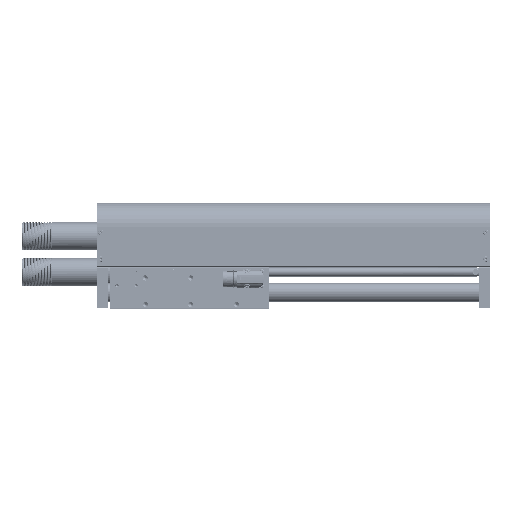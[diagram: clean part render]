
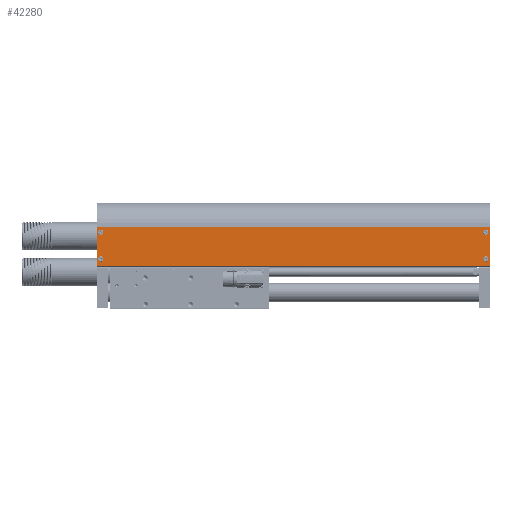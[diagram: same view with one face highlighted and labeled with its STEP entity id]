
A CAD part, top view. The second image highlights one B-rep face of the part: STEP entity #42280.
In plain terms, the highlighted face is planar.
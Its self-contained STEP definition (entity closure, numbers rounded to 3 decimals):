
#3616 = PLANE ( 'NONE',  #13482 ) ;
#6566 = CARTESIAN_POINT ( 'NONE',  ( -32., 0., 0. ) ) ;
#6892 = CARTESIAN_POINT ( 'NONE',  ( -32., -7., 5. ) ) ;
#7059 = ORIENTED_EDGE ( 'NONE', *, *, #71860, .T. ) ;
#8000 = CARTESIAN_POINT ( 'NONE',  ( -32., -7., 514.4 ) ) ;
#8948 = CARTESIAN_POINT ( 'NONE',  ( -32., -7., 512. ) ) ;
#9597 = FACE_BOUND ( 'NONE', #62636, .T. ) ;
#11053 = EDGE_CURVE ( 'NONE', #70362, #70362, #34885, .T. ) ;
#11145 = DIRECTION ( 'NONE',  ( 0., 0., 1. ) ) ;
#11249 = CARTESIAN_POINT ( 'NONE',  ( -32., -42., 7.4 ) ) ;
#11945 = EDGE_CURVE ( 'NONE', #60464, #62011, #60574, .T. ) ;
#12135 = LINE ( 'NONE', #51801, #66207 ) ;
#13178 = AXIS2_PLACEMENT_3D ( 'NONE', #8948, #55125, #55520 ) ;
#13378 = DIRECTION ( 'NONE',  ( 0., -1., 0. ) ) ;
#13482 = AXIS2_PLACEMENT_3D ( 'NONE', #29871, #56203, #41490 ) ;
#13909 = CARTESIAN_POINT ( 'NONE',  ( -32., 0., 0. ) ) ;
#15614 = AXIS2_PLACEMENT_3D ( 'NONE', #29819, #82440, #37539 ) ;
#15851 = CIRCLE ( 'NONE', #24098, 2.4 ) ;
#18089 = ORIENTED_EDGE ( 'NONE', *, *, #68117, .F. ) ;
#18813 = EDGE_CURVE ( 'NONE', #62011, #19898, #79474, .T. ) ;
#19331 = DIRECTION ( 'NONE',  ( -1., 0., 0. ) ) ;
#19780 = VERTEX_POINT ( 'NONE', #39681 ) ;
#19898 = VERTEX_POINT ( 'NONE', #55827 ) ;
#21339 = ORIENTED_EDGE ( 'NONE', *, *, #21955, .F. ) ;
#21955 = EDGE_CURVE ( 'NONE', #48086, #48086, #84802, .T. ) ;
#23013 = VERTEX_POINT ( 'NONE', #42477 ) ;
#24098 = AXIS2_PLACEMENT_3D ( 'NONE', #6892, #19331, #66364 ) ;
#26690 = LINE ( 'NONE', #58698, #85048 ) ;
#28901 = ORIENTED_EDGE ( 'NONE', *, *, #11053, .F. ) ;
#29819 = CARTESIAN_POINT ( 'NONE',  ( -32., -42., 5. ) ) ;
#29871 = CARTESIAN_POINT ( 'NONE',  ( -32., 0., 517. ) ) ;
#31113 = EDGE_CURVE ( 'NONE', #19780, #19780, #59159, .T. ) ;
#31553 = EDGE_LOOP ( 'NONE', ( #58958, #7059, #18089, #57918 ) ) ;
#34228 = VECTOR ( 'NONE', #46706, 1000. ) ;
#34885 = CIRCLE ( 'NONE', #15614, 2.4 ) ;
#35464 = FACE_BOUND ( 'NONE', #64426, .T. ) ;
#36300 = FACE_BOUND ( 'NONE', #64234, .T. ) ;
#37539 = DIRECTION ( 'NONE',  ( 0., 0., 1. ) ) ;
#38016 = ORIENTED_EDGE ( 'NONE', *, *, #31113, .F. ) ;
#39651 = VERTEX_POINT ( 'NONE', #64283 ) ;
#39681 = CARTESIAN_POINT ( 'NONE',  ( -32., -42., 514.4 ) ) ;
#41490 = DIRECTION ( 'NONE',  ( 0., 1., 0. ) ) ;
#41920 = FACE_BOUND ( 'NONE', #44087, .T. ) ;
#42280 = ADVANCED_FACE ( 'NONE', ( #62220, #35464, #41920, #36300, #9597 ), #3616, .F. ) ;
#42477 = CARTESIAN_POINT ( 'NONE',  ( -32., -7., 7.4 ) ) ;
#43248 = VECTOR ( 'NONE', #67874, 1000. ) ;
#43923 = DIRECTION ( 'NONE',  ( -1., 0., 0. ) ) ;
#44087 = EDGE_LOOP ( 'NONE', ( #21339 ) ) ;
#44698 = CARTESIAN_POINT ( 'NONE',  ( -32., 0., 517. ) ) ;
#46706 = DIRECTION ( 'NONE',  ( 0., -1., 0. ) ) ;
#48060 = CARTESIAN_POINT ( 'NONE',  ( -32., 0., 517. ) ) ;
#48086 = VERTEX_POINT ( 'NONE', #8000 ) ;
#49984 = CARTESIAN_POINT ( 'NONE',  ( -32., -42., 512. ) ) ;
#50831 = EDGE_CURVE ( 'NONE', #23013, #23013, #15851, .T. ) ;
#50942 = AXIS2_PLACEMENT_3D ( 'NONE', #49984, #43923, #11145 ) ;
#51801 = CARTESIAN_POINT ( 'NONE',  ( -32., -51.5, 517. ) ) ;
#55125 = DIRECTION ( 'NONE',  ( -1., 0., 0. ) ) ;
#55520 = DIRECTION ( 'NONE',  ( 0., 0., 1. ) ) ;
#55827 = CARTESIAN_POINT ( 'NONE',  ( -32., -51.5, 0. ) ) ;
#56203 = DIRECTION ( 'NONE',  ( 1., 0., 0. ) ) ;
#57918 = ORIENTED_EDGE ( 'NONE', *, *, #11945, .T. ) ;
#58698 = CARTESIAN_POINT ( 'NONE',  ( -32., 0., 517. ) ) ;
#58958 = ORIENTED_EDGE ( 'NONE', *, *, #18813, .T. ) ;
#59159 = CIRCLE ( 'NONE', #50942, 2.4 ) ;
#59935 = ORIENTED_EDGE ( 'NONE', *, *, #50831, .F. ) ;
#60464 = VERTEX_POINT ( 'NONE', #44698 ) ;
#60574 = LINE ( 'NONE', #48060, #43248 ) ;
#62011 = VERTEX_POINT ( 'NONE', #6566 ) ;
#62220 = FACE_OUTER_BOUND ( 'NONE', #31553, .T. ) ;
#62636 = EDGE_LOOP ( 'NONE', ( #59935 ) ) ;
#64234 = EDGE_LOOP ( 'NONE', ( #28901 ) ) ;
#64283 = CARTESIAN_POINT ( 'NONE',  ( -32., -51.5, 517. ) ) ;
#64426 = EDGE_LOOP ( 'NONE', ( #38016 ) ) ;
#66207 = VECTOR ( 'NONE', #78117, 1000. ) ;
#66364 = DIRECTION ( 'NONE',  ( 0., 0., 1. ) ) ;
#67874 = DIRECTION ( 'NONE',  ( 0., 0., -1. ) ) ;
#68117 = EDGE_CURVE ( 'NONE', #60464, #39651, #26690, .T. ) ;
#70362 = VERTEX_POINT ( 'NONE', #11249 ) ;
#71860 = EDGE_CURVE ( 'NONE', #19898, #39651, #12135, .T. ) ;
#78117 = DIRECTION ( 'NONE',  ( 0., 0., 1. ) ) ;
#79474 = LINE ( 'NONE', #13909, #34228 ) ;
#82440 = DIRECTION ( 'NONE',  ( -1., 0., 0. ) ) ;
#84802 = CIRCLE ( 'NONE', #13178, 2.4 ) ;
#85048 = VECTOR ( 'NONE', #13378, 1000. ) ;
